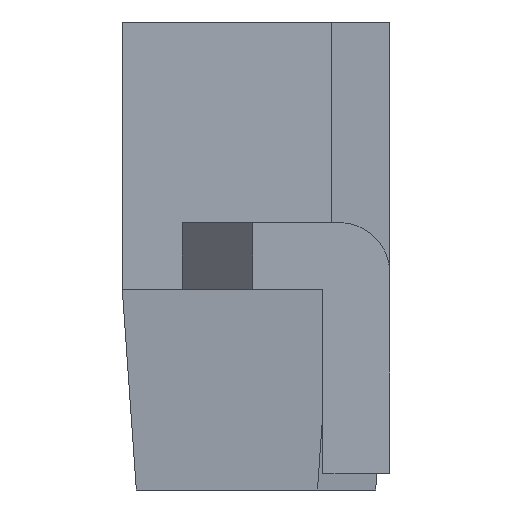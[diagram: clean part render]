
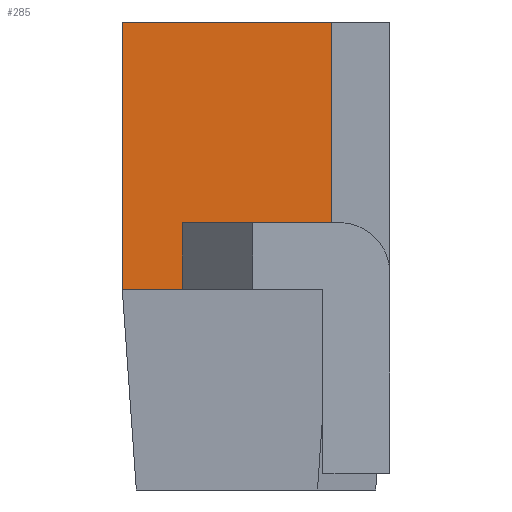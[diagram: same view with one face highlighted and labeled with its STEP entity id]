
A CAD part, left-side view. The second image highlights one B-rep face of the part: STEP entity #285.
In plain terms, the highlighted planar face has unit normal (-1, 0, 0).
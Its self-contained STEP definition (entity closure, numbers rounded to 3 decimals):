
#285 = ADVANCED_FACE ( 'NONE', ( #3846 ), #5546, .F. ) ;
#456 = EDGE_CURVE ( 'NONE', #2070, #2020, #7093, .T. ) ;
#591 = EDGE_CURVE ( 'NONE', #2070, #13864, #7964, .T. ) ;
#601 = EDGE_CURVE ( 'NONE', #2020, #13858, #8015, .T. ) ;
#602 = EDGE_CURVE ( 'NONE', #13864, #13842, #8022, .T. ) ;
#606 = EDGE_CURVE ( 'NONE', #13888, #13858, #8063, .T. ) ;
#616 = EDGE_CURVE ( 'NONE', #13888, #13842, #8090, .T. ) ;
#1288 = ORIENTED_EDGE ( 'NONE', *, *, #591, .T. ) ;
#1294 = ORIENTED_EDGE ( 'NONE', *, *, #602, .T. ) ;
#1298 = ORIENTED_EDGE ( 'NONE', *, *, #601, .F. ) ;
#1300 = ORIENTED_EDGE ( 'NONE', *, *, #616, .F. ) ;
#1301 = ORIENTED_EDGE ( 'NONE', *, *, #456, .F. ) ;
#1306 = ORIENTED_EDGE ( 'NONE', *, *, #606, .T. ) ;
#2020 = VERTEX_POINT ( 'NONE', #12830 ) ;
#2070 = VERTEX_POINT ( 'NONE', #12851 ) ;
#3846 = FACE_OUTER_BOUND ( 'NONE', #14146, .T. ) ;
#3851 = AXIS2_PLACEMENT_3D ( 'NONE', #5554, #5550, #5551 ) ;
#4153 = VECTOR ( 'NONE', #7091, 1000. ) ;
#4246 = VECTOR ( 'NONE', #7954, 1000. ) ;
#4256 = VECTOR ( 'NONE', #8029, 1000. ) ;
#4260 = VECTOR ( 'NONE', #8067, 1000. ) ;
#4261 = VECTOR ( 'NONE', #8107, 1000. ) ;
#4274 = VECTOR ( 'NONE', #8025, 1000. ) ;
#5546 = PLANE ( 'NONE',  #3851 ) ;
#5550 = DIRECTION ( 'NONE',  ( 1., 0., 0. ) ) ;
#5551 = DIRECTION ( 'NONE',  ( 0., 0., -1. ) ) ;
#5554 = CARTESIAN_POINT ( 'NONE',  ( -1.43, 0., 0.8 ) ) ;
#7091 = DIRECTION ( 'NONE',  ( 0., -1., 0. ) ) ;
#7093 = LINE ( 'NONE', #7100, #4153 ) ;
#7100 = CARTESIAN_POINT ( 'NONE',  ( -1.43, 0., 0.8 ) ) ;
#7954 = DIRECTION ( 'NONE',  ( 0., 0., -1. ) ) ;
#7964 = LINE ( 'NONE', #7975, #4246 ) ;
#7975 = CARTESIAN_POINT ( 'NONE',  ( -1.43, 0.4, 0.8 ) ) ;
#8015 = LINE ( 'NONE', #8019, #4256 ) ;
#8019 = CARTESIAN_POINT ( 'NONE',  ( -1.43, -0.226, 0.8 ) ) ;
#8022 = LINE ( 'NONE', #8023, #4274 ) ;
#8023 = CARTESIAN_POINT ( 'NONE',  ( -1.43, 0., 0. ) ) ;
#8025 = DIRECTION ( 'NONE',  ( 0., -1., 0. ) ) ;
#8029 = DIRECTION ( 'NONE',  ( 0., 0., -1. ) ) ;
#8057 = CARTESIAN_POINT ( 'NONE',  ( -1.43, 0., 0.2 ) ) ;
#8063 = LINE ( 'NONE', #8057, #4260 ) ;
#8067 = DIRECTION ( 'NONE',  ( 0., -1., 0. ) ) ;
#8090 = LINE ( 'NONE', #8106, #4261 ) ;
#8106 = CARTESIAN_POINT ( 'NONE',  ( -1.43, 0.22, 0.8 ) ) ;
#8107 = DIRECTION ( 'NONE',  ( 0., 0., -1. ) ) ;
#12830 = CARTESIAN_POINT ( 'NONE',  ( -1.43, -0.226, 0.8 ) ) ;
#12851 = CARTESIAN_POINT ( 'NONE',  ( -1.43, 0.4, 0.8 ) ) ;
#13842 = VERTEX_POINT ( 'NONE', #17022 ) ;
#13858 = VERTEX_POINT ( 'NONE', #17038 ) ;
#13864 = VERTEX_POINT ( 'NONE', #17061 ) ;
#13888 = VERTEX_POINT ( 'NONE', #16581 ) ;
#14146 = EDGE_LOOP ( 'NONE', ( #1300, #1306, #1298, #1301, #1288, #1294 ) ) ;
#16581 = CARTESIAN_POINT ( 'NONE',  ( -1.43, 0.22, 0.2 ) ) ;
#17022 = CARTESIAN_POINT ( 'NONE',  ( -1.43, 0.22, 0. ) ) ;
#17038 = CARTESIAN_POINT ( 'NONE',  ( -1.43, -0.226, 0.2 ) ) ;
#17061 = CARTESIAN_POINT ( 'NONE',  ( -1.43, 0.4, 0. ) ) ;
